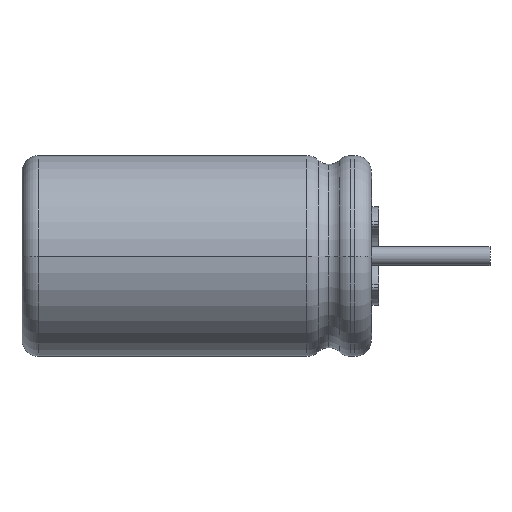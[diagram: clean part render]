
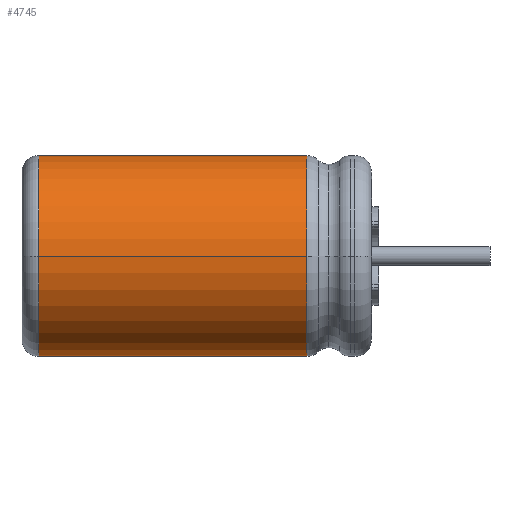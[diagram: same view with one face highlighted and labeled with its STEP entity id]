
A CAD part, left-side view. The second image highlights one B-rep face of the part: STEP entity #4745.
In plain terms, the highlighted cylindrical face has radius 3.175 mm (diameter 6.351 mm), a partial arc.
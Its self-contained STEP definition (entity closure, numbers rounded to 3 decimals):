
#177 = CARTESIAN_POINT ( 'NONE',  ( 0., 11., 0. ) ) ;
#395 = DIRECTION ( 'NONE',  ( 1., 0., 0. ) ) ;
#967 = CARTESIAN_POINT ( 'NONE',  ( 0., 2.52, 3.175 ) ) ;
#1085 = EDGE_CURVE ( 'NONE', #1949, #4169, #3273, .T. ) ;
#1160 = CARTESIAN_POINT ( 'NONE',  ( 0., 11., -3.175 ) ) ;
#1308 = ORIENTED_EDGE ( 'NONE', *, *, #3117, .F. ) ;
#1329 = CARTESIAN_POINT ( 'NONE',  ( 0., 12.922, -3.175 ) ) ;
#1366 = DIRECTION ( 'NONE',  ( 0., -1., 0. ) ) ;
#1367 = DIRECTION ( 'NONE',  ( 0., -1., 0. ) ) ;
#1405 = DIRECTION ( 'NONE',  ( 0., -1., 0. ) ) ;
#1434 = AXIS2_PLACEMENT_3D ( 'NONE', #3012, #1472, #395 ) ;
#1472 = DIRECTION ( 'NONE',  ( 0., 1., 0. ) ) ;
#1710 = VECTOR ( 'NONE', #1405, 1000. ) ;
#1713 = EDGE_CURVE ( 'NONE', #3080, #4605, #3125, .T. ) ;
#1793 = DIRECTION ( 'NONE',  ( 1., 0., 0. ) ) ;
#1949 = VERTEX_POINT ( 'NONE', #2478 ) ;
#2376 = CARTESIAN_POINT ( 'NONE',  ( 0., 2.52, -3.175 ) ) ;
#2418 = LINE ( 'NONE', #3943, #1710 ) ;
#2478 = CARTESIAN_POINT ( 'NONE',  ( 0., 11., 3.175 ) ) ;
#2814 = CARTESIAN_POINT ( 'NONE',  ( 0., 2.52, 0. ) ) ;
#2822 = ORIENTED_EDGE ( 'NONE', *, *, #3140, .F. ) ;
#2868 = DIRECTION ( 'NONE',  ( 1., 0., 0. ) ) ;
#2888 = AXIS2_PLACEMENT_3D ( 'NONE', #2814, #1366, #1793 ) ;
#2908 = VECTOR ( 'NONE', #4753, 1000. ) ;
#2916 = FACE_OUTER_BOUND ( 'NONE', #3771, .T. ) ;
#3012 = CARTESIAN_POINT ( 'NONE',  ( 0., 12.922, 0. ) ) ;
#3080 = VERTEX_POINT ( 'NONE', #967 ) ;
#3106 = ORIENTED_EDGE ( 'NONE', *, *, #1713, .F. ) ;
#3117 = EDGE_CURVE ( 'NONE', #4605, #4169, #3252, .T. ) ;
#3125 = CIRCLE ( 'NONE', #2888, 3.175 ) ;
#3140 = EDGE_CURVE ( 'NONE', #1949, #3080, #2418, .T. ) ;
#3252 = LINE ( 'NONE', #1329, #2908 ) ;
#3273 = CIRCLE ( 'NONE', #4663, 3.175 ) ;
#3675 = ORIENTED_EDGE ( 'NONE', *, *, #1085, .T. ) ;
#3679 = CYLINDRICAL_SURFACE ( 'NONE', #1434, 3.175 ) ;
#3771 = EDGE_LOOP ( 'NONE', ( #3675, #1308, #3106, #2822 ) ) ;
#3943 = CARTESIAN_POINT ( 'NONE',  ( 0., 12.922, 3.175 ) ) ;
#4169 = VERTEX_POINT ( 'NONE', #1160 ) ;
#4605 = VERTEX_POINT ( 'NONE', #2376 ) ;
#4663 = AXIS2_PLACEMENT_3D ( 'NONE', #177, #1367, #2868 ) ;
#4745 = ADVANCED_FACE ( 'NONE', ( #2916 ), #3679, .T. ) ;
#4753 = DIRECTION ( 'NONE',  ( 0., 1., 0. ) ) ;
